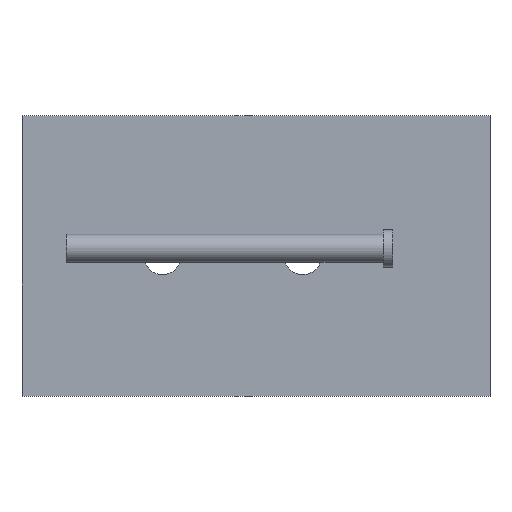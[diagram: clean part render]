
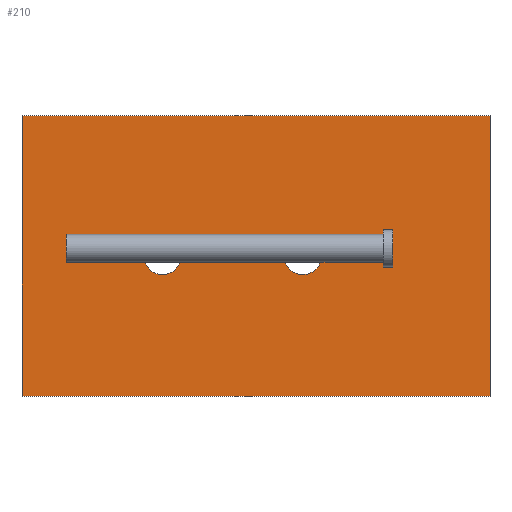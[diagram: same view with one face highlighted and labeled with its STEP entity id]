
A CAD part, top view. The second image highlights one B-rep face of the part: STEP entity #210.
In plain terms, the highlighted planar face has unit normal (0, 0, 1).
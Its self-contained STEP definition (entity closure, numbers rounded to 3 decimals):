
#27=FACE_BOUND('',#61,.T.);
#28=FACE_BOUND('',#62,.T.);
#36=PLANE('',#254);
#47=FACE_OUTER_BOUND('',#60,.T.);
#60=EDGE_LOOP('',(#176,#177,#178,#179));
#61=EDGE_LOOP('',(#180));
#62=EDGE_LOOP('',(#181));
#74=LINE('',#353,#90);
#78=LINE('',#361,#94);
#81=LINE('',#367,#97);
#84=LINE('',#372,#100);
#90=VECTOR('',#288,10.);
#94=VECTOR('',#294,10.);
#97=VECTOR('',#299,10.);
#100=VECTOR('',#304,10.);
#104=CIRCLE('',#245,2.);
#106=CIRCLE('',#248,2.);
#112=VERTEX_POINT('',#339);
#114=VERTEX_POINT('',#345);
#116=VERTEX_POINT('',#351);
#117=VERTEX_POINT('',#352);
#120=VERTEX_POINT('',#360);
#122=VERTEX_POINT('',#366);
#128=EDGE_CURVE('',#112,#112,#104,.T.);
#131=EDGE_CURVE('',#114,#114,#106,.T.);
#134=EDGE_CURVE('',#116,#117,#74,.T.);
#138=EDGE_CURVE('',#117,#120,#78,.T.);
#141=EDGE_CURVE('',#120,#122,#81,.T.);
#144=EDGE_CURVE('',#122,#116,#84,.T.);
#176=ORIENTED_EDGE('',*,*,#144,.T.);
#177=ORIENTED_EDGE('',*,*,#134,.T.);
#178=ORIENTED_EDGE('',*,*,#138,.T.);
#179=ORIENTED_EDGE('',*,*,#141,.T.);
#180=ORIENTED_EDGE('',*,*,#128,.T.);
#181=ORIENTED_EDGE('',*,*,#131,.T.);
#210=ADVANCED_FACE('',(#47,#27,#28),#36,.T.);
#245=AXIS2_PLACEMENT_3D('',#340,#274,#275);
#248=AXIS2_PLACEMENT_3D('',#346,#281,#282);
#254=AXIS2_PLACEMENT_3D('',#374,#306,#307);
#274=DIRECTION('center_axis',(0.,0.,-1.));
#275=DIRECTION('ref_axis',(1.,0.,0.));
#281=DIRECTION('center_axis',(0.,0.,-1.));
#282=DIRECTION('ref_axis',(1.,0.,0.));
#288=DIRECTION('',(1.,0.,0.));
#294=DIRECTION('',(0.,1.,0.));
#299=DIRECTION('',(-1.,0.,0.));
#304=DIRECTION('',(0.,-1.,0.));
#306=DIRECTION('center_axis',(0.,0.,1.));
#307=DIRECTION('ref_axis',(1.,0.,0.));
#339=CARTESIAN_POINT('',(28.,15.,0.));
#340=CARTESIAN_POINT('Origin',(30.,15.,0.));
#345=CARTESIAN_POINT('',(13.,15.,0.));
#346=CARTESIAN_POINT('Origin',(15.,15.,0.));
#351=CARTESIAN_POINT('',(0.,0.,0.));
#352=CARTESIAN_POINT('',(50.,0.,0.));
#353=CARTESIAN_POINT('',(0.,0.,0.));
#360=CARTESIAN_POINT('',(50.,30.,0.));
#361=CARTESIAN_POINT('',(50.,0.,0.));
#366=CARTESIAN_POINT('',(0.,30.,0.));
#367=CARTESIAN_POINT('',(50.,30.,0.));
#372=CARTESIAN_POINT('',(0.,30.,0.));
#374=CARTESIAN_POINT('Origin',(25.,15.,0.));
